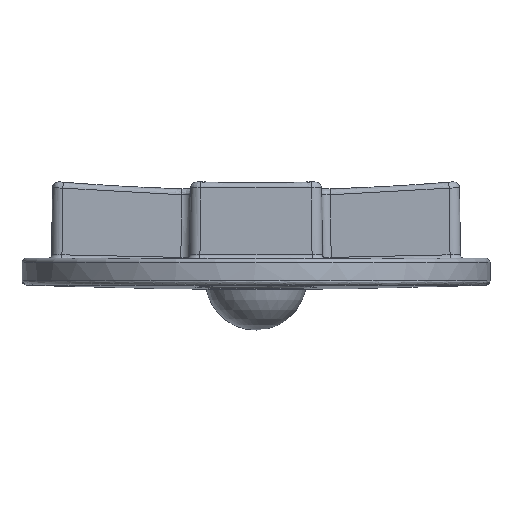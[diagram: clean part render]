
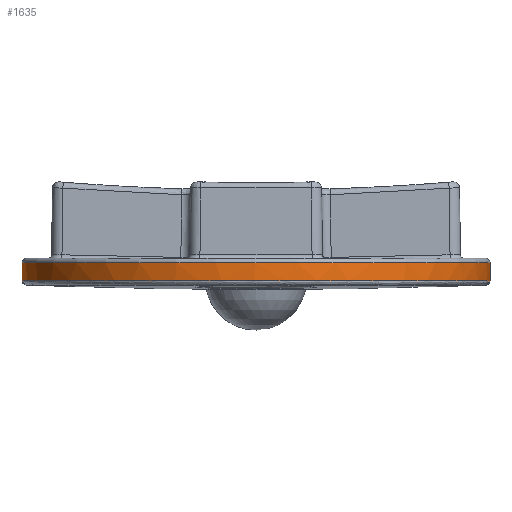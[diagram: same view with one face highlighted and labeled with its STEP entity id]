
A CAD part, front view. The second image highlights one B-rep face of the part: STEP entity #1635.
In plain terms, the highlighted cylindrical face has radius 13.5 mm (diameter 27 mm), a full revolution.
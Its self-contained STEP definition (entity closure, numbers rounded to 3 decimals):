
#41=CYLINDRICAL_SURFACE('',#1765,13.5);
#65=LINE('',#3144,#94);
#94=VECTOR('',#1937,13.5);
#165=FACE_OUTER_BOUND('',#276,.T.);
#276=EDGE_LOOP('',(#1190,#1191,#1192,#1193,#1194,#1195));
#382=CIRCLE('',#1762,13.5);
#383=CIRCLE('',#1763,13.5);
#492=B_SPLINE_CURVE_WITH_KNOTS('',3,(#3146,#3147,#3148,#3149,#3150,#3151,
#3152,#3153,#3154,#3155),.UNSPECIFIED.,.F.,.F.,(4,1,1,1,1,1,1,4),(-6.283,
-5.834,-5.386,-4.787,-4.488,
-4.189,-3.59,-3.142),.UNSPECIFIED.);
#493=B_SPLINE_CURVE_WITH_KNOTS('',3,(#3156,#3157,#3158,#3159,#3160,#3161,
#3162,#3163,#3164,#3165,#3166),.UNSPECIFIED.,.F.,.F.,(4,1,1,1,1,1,1,1,4),
(-3.142,-2.992,-2.693,-2.094,
-1.795,-1.346,-0.898,-0.449,
0.),.UNSPECIFIED.);
#653=VERTEX_POINT('',#3137);
#654=VERTEX_POINT('',#3138);
#655=VERTEX_POINT('',#3143);
#656=VERTEX_POINT('',#3145);
#849=EDGE_CURVE('',#653,#654,#382,.T.);
#850=EDGE_CURVE('',#654,#653,#383,.T.);
#852=EDGE_CURVE('',#654,#655,#65,.T.);
#853=EDGE_CURVE('',#656,#655,#492,.T.);
#854=EDGE_CURVE('',#655,#656,#493,.T.);
#1190=ORIENTED_EDGE('',*,*,#849,.F.);
#1191=ORIENTED_EDGE('',*,*,#850,.F.);
#1192=ORIENTED_EDGE('',*,*,#852,.T.);
#1193=ORIENTED_EDGE('',*,*,#853,.F.);
#1194=ORIENTED_EDGE('',*,*,#854,.F.);
#1195=ORIENTED_EDGE('',*,*,#852,.F.);
#1635=ADVANCED_FACE('',(#165),#41,.T.);
#1762=AXIS2_PLACEMENT_3D('',#3139,#1929,#1930);
#1763=AXIS2_PLACEMENT_3D('',#3140,#1931,#1932);
#1765=AXIS2_PLACEMENT_3D('',#3142,#1935,#1936);
#1929=DIRECTION('center_axis',(0.,0.,1.));
#1930=DIRECTION('ref_axis',(-1.,0.,0.));
#1931=DIRECTION('center_axis',(0.,0.,1.));
#1932=DIRECTION('ref_axis',(-1.,0.,0.));
#1935=DIRECTION('center_axis',(0.,0.,1.));
#1936=DIRECTION('ref_axis',(1.,0.,0.));
#1937=DIRECTION('',(0.,0.,-1.));
#3137=CARTESIAN_POINT('',(13.5,0.,1.541));
#3138=CARTESIAN_POINT('',(-13.5,0.,1.541));
#3139=CARTESIAN_POINT('Origin',(0.,0.,1.541));
#3140=CARTESIAN_POINT('Origin',(0.,0.,1.541));
#3142=CARTESIAN_POINT('Origin',(0.,0.,0.));
#3143=CARTESIAN_POINT('',(-13.498,0.,0.491));
#3144=CARTESIAN_POINT('',(-13.5,0.,0.));
#3145=CARTESIAN_POINT('',(13.5,0.,0.491));
#3146=CARTESIAN_POINT('Ctrl Pts',(13.5,0.,0.491));
#3147=CARTESIAN_POINT('Ctrl Pts',(13.5,-2.02,0.491));
#3148=CARTESIAN_POINT('Ctrl Pts',(12.578,-6.054,0.491));
#3149=CARTESIAN_POINT('Ctrl Pts',(8.277,-11.463,0.491));
#3150=CARTESIAN_POINT('Ctrl Pts',(2.384,-13.777,0.491));
#3151=CARTESIAN_POINT('Ctrl Pts',(-3.049,-13.354,0.491));
#3152=CARTESIAN_POINT('Ctrl Pts',(-8.122,-11.38,0.491));
#3153=CARTESIAN_POINT('Ctrl Pts',(-12.438,-6.733,0.491));
#3154=CARTESIAN_POINT('Ctrl Pts',(-13.494,-2.021,0.491));
#3155=CARTESIAN_POINT('Ctrl Pts',(-13.498,0.,
0.491));
#3156=CARTESIAN_POINT('Ctrl Pts',(-13.498,0.,
0.491));
#3157=CARTESIAN_POINT('Ctrl Pts',(-13.499,0.673,0.491));
#3158=CARTESIAN_POINT('Ctrl Pts',(-13.354,2.694,0.491));
#3159=CARTESIAN_POINT('Ctrl Pts',(-11.947,7.253,0.491));
#3160=CARTESIAN_POINT('Ctrl Pts',(-8.126,11.374,0.491));
#3161=CARTESIAN_POINT('Ctrl Pts',(-2.412,13.608,0.491));
#3162=CARTESIAN_POINT('Ctrl Pts',(3.105,13.613,0.491));
#3163=CARTESIAN_POINT('Ctrl Pts',(8.706,10.914,0.491));
#3164=CARTESIAN_POINT('Ctrl Pts',(12.579,6.058,0.491));
#3165=CARTESIAN_POINT('Ctrl Pts',(13.5,2.02,0.491));
#3166=CARTESIAN_POINT('Ctrl Pts',(13.5,0.,0.491));
